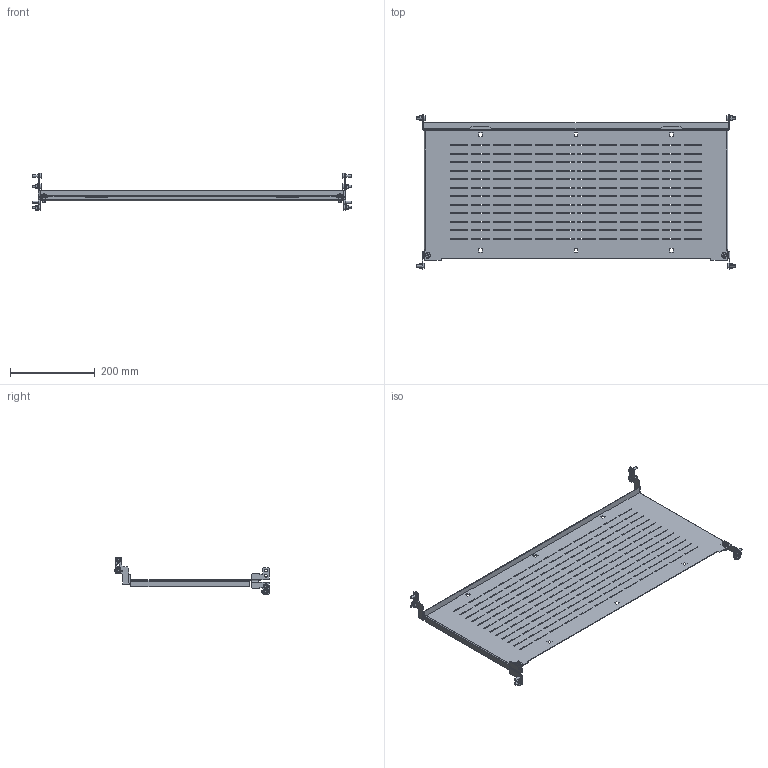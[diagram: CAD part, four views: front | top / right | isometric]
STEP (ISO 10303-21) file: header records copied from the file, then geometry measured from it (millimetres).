
FILE_DESCRIPTION (( 'STEP AP214' ), '1' );
FILE_NAME ('PCH84 Ïàíåëü ãîðèçîíòàëüíàÿ_èçì0014_09.18.STEP', '2019-07-22T07:46:53', ( '' ), ( '' ), 'SwSTEP 2.0', 'SolidWorks 2017', '' );
FILE_SCHEMA (( 'AUTOMOTIVE_DESIGN' ));
Length unit declared in the file: millimetre
Products named in the file (9): AVT004.15.00.02 赶鎀鍧_00; Ãàéêà êëåòåâàÿ Ì6_3À; AVT004.15.00.02 赶鎀鍧_01; PCH84 Ïàíåëü ãîðèçîíòàëüíàÿ_èçì0014_09.18; AVT001.15.00.13 逄闉_00; Âèíò ñàìîíàðåçàþùèé Ì6 DIN 7516À_6å16; Âèíò Ì6 DIN 7985_6å16; AVT001.15.00.10 椻譇燲00; Ãàéêà çàêëàäíàÿ Ì6 àðò.2106Ñ_00
Assembly tree (21 placements, depth 2):
  PCH84 Ïàíåëü ãîðèçîíòàëüíàÿ_èçì0014_09.18
    AVT001.15.00.10 椻譇燲00
    AVT004.15.00.02 赶鎀鍧_00  x2
    AVT001.15.00.13 逄闉_00
    AVT004.15.00.02 赶鎀鍧_01
    Ãàéêà êëåòåâàÿ Ì6_3À  x2
    Âèíò Ì6 DIN 7985_6å16  x6
    Âèíò ñàìîíàðåçàþùèé Ì6 DIN 7516À_6å16  x4
    Ãàéêà çàêëàäíàÿ Ì6 àðò.2106Ñ_00  x4
Bounding box: 753 x 366.39 x 87.92 mm (x, y, z)
Volume: 396488.1 mm3; surface area: 531746.2 mm2
Topology: 25 solids, 25 shells, 1617 faces, 4219 edges, 2662 vertices
Faces by surface type: plane 1341, cylinder 240, sphere 20, cone 12, bspline 4
Entity records: 32785 total; most frequent: CARTESIAN_POINT 5942, ORIENTED_EDGE 5576, DIRECTION 4982, EDGE_CURVE 2788, LINE 2554, VECTOR 2554, VERTEX_POINT 1806, EDGE_LOOP 1342
